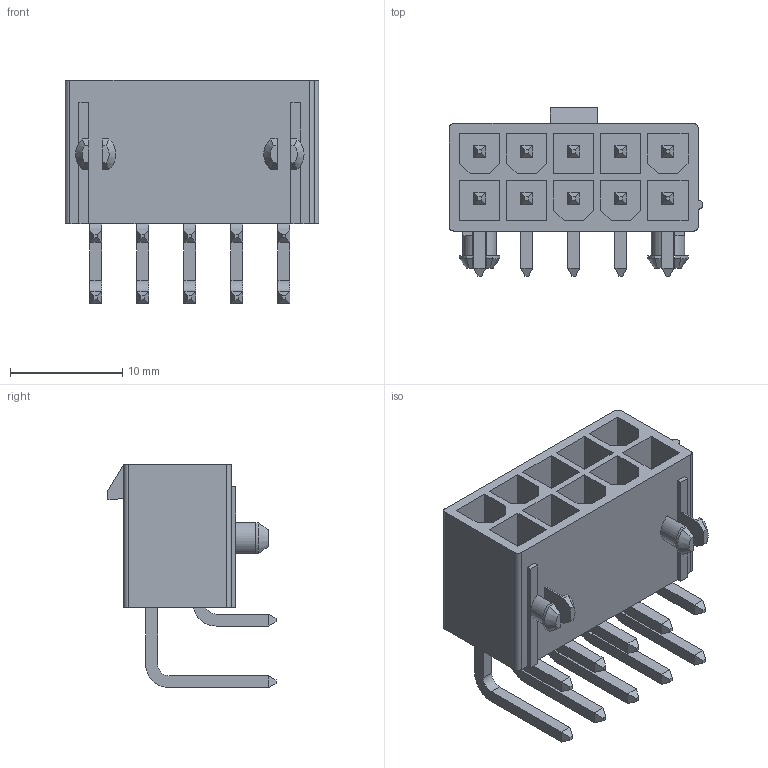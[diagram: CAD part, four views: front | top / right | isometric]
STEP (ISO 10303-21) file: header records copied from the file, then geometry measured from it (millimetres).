
FILE_DESCRIPTION( ( 'STEP AP203' ), '1' );
FILE_NAME( '39301100.stp', '2022-01-21T11:13:03', ( 'License CC BY-ND 4.0' ), ( 'CADENAS' ), ' ', 'PARTsolutions', ' ' );
FILE_SCHEMA( ( 'CONFIG_CONTROL_DESIGN' ) );
Length unit declared in the file: millimetre
Products named in the file (2): 39301100; 1
Assembly tree (1 placements, depth 2):
  39301100
    1
Bounding box: 22.6 x 15 x 19.93 mm (x, y, z)
Volume: 1824.2 mm3; surface area: 3318.3 mm2
Topology: 1 solids, 1 shells, 335 faces, 803 edges, 502 vertices
Faces by surface type: plane 298, cylinder 33, cone 4
Entity records: 9534 total; most frequent: CARTESIAN_POINT 1664, ORIENTED_EDGE 1606, DIRECTION 1541, EDGE_CURVE 803, LINE 723, VECTOR 723, VERTEX_POINT 502, AXIS2_PLACEMENT_3D 409
